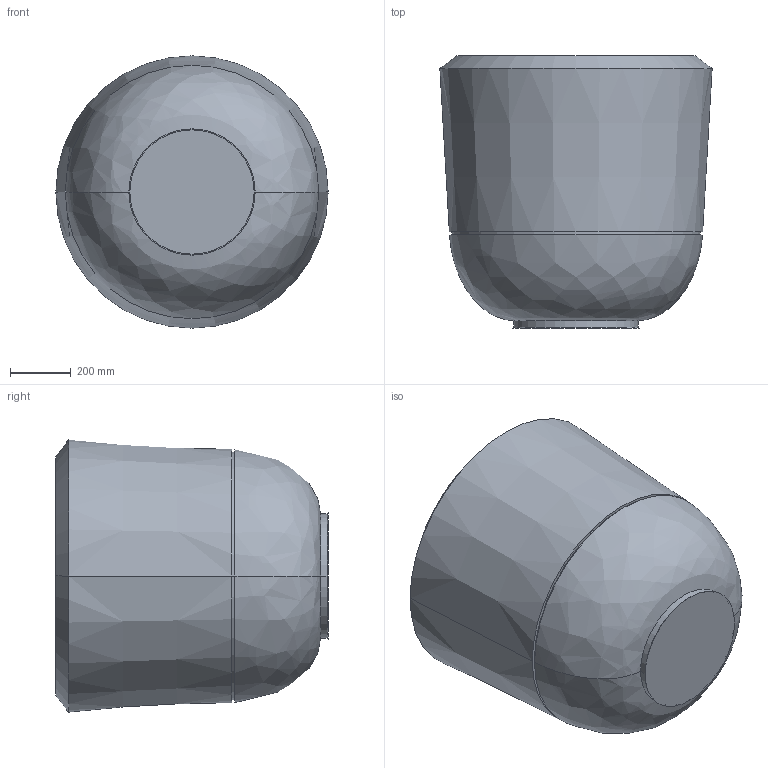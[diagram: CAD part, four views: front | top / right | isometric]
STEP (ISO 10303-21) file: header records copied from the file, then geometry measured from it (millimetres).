
FILE_DESCRIPTION (( 'STEP AP203' ), '1' );
FILE_NAME ('BOB090.090.STEP', '2020-06-01T09:53:16', ( 'admin' ), ( '' ), 'SwSTEP 2.0', 'SolidWorks 2019', '' );
FILE_SCHEMA (( 'CONFIG_CONTROL_DESIGN' ));
Length unit declared in the file: millimetre
Products named in the file (1): BOB090.090
Bounding box: 900 x 900 x 900 mm (x, y, z)
Volume: 159317160 mm3; surface area: 4789045.7 mm2
Topology: 1 solids, 1 shells, 23 faces, 44 edges, 26 vertices
Faces by surface type: cone 8, cylinder 6, plane 5, bspline 2, torus 2
Entity records: 685 total; most frequent: CARTESIAN_POINT 130, DIRECTION 114, ORIENTED_EDGE 88, AXIS2_PLACEMENT_3D 50, EDGE_CURVE 44, CIRCLE 28, EDGE_LOOP 26, VERTEX_POINT 26
